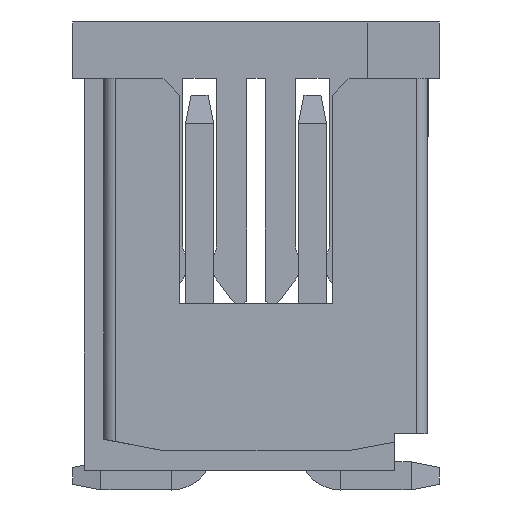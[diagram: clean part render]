
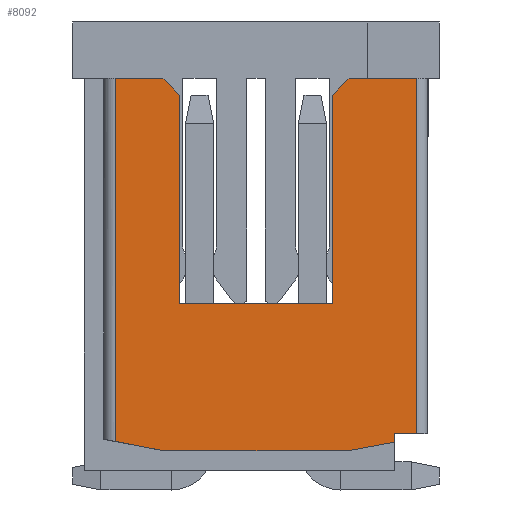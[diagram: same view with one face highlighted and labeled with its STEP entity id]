
A CAD part, left-side view. The second image highlights one B-rep face of the part: STEP entity #8092.
In plain terms, the highlighted planar face has unit normal (-1, 0, 0).
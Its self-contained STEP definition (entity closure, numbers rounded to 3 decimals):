
#2496=CARTESIAN_POINT('',(-11.05,1.35,0.));
#2497=VERTEX_POINT('',#2496);
#2504=CARTESIAN_POINT('',(-11.05,-1.35,0.));
#2505=VERTEX_POINT('',#2504);
#2506=CARTESIAN_POINT('',(-11.05,1.35,0.));
#2507=DIRECTION('',(0.,-1.,0.));
#2508=VECTOR('',#2507,2.7);
#2509=LINE('',#2506,#2508);
#2510=EDGE_CURVE('',#2497,#2505,#2509,.T.);
#3440=CARTESIAN_POINT('',(-11.05,2.5,4.));
#3441=VERTEX_POINT('',#3440);
#3449=CARTESIAN_POINT('',(-11.05,1.65,4.));
#3450=VERTEX_POINT('',#3449);
#3451=CARTESIAN_POINT('',(-11.05,2.5,4.));
#3452=DIRECTION('',(0.,-1.,0.));
#3453=VECTOR('',#3452,0.85);
#3454=LINE('',#3451,#3453);
#3455=EDGE_CURVE('',#3441,#3450,#3454,.T.);
#3677=CARTESIAN_POINT('',(-11.05,1.35,3.7));
#3678=VERTEX_POINT('',#3677);
#3685=CARTESIAN_POINT('',(-11.05,1.35,3.7));
#3686=DIRECTION('',(0.,0.,-1.));
#3687=VECTOR('',#3686,3.7);
#3688=LINE('',#3685,#3687);
#3689=EDGE_CURVE('',#3678,#2497,#3688,.T.);
#3700=CARTESIAN_POINT('',(-11.05,-1.35,3.7));
#3701=VERTEX_POINT('',#3700);
#3702=CARTESIAN_POINT('',(-11.05,-1.35,0.));
#3703=DIRECTION('',(0.,0.,1.));
#3704=VECTOR('',#3703,3.7);
#3705=LINE('',#3702,#3704);
#3706=EDGE_CURVE('',#2505,#3701,#3705,.T.);
#5578=CARTESIAN_POINT('',(-11.05,1.65,4.));
#5579=DIRECTION('',(0.,-0.707,-0.707));
#5580=VECTOR('',#5579,0.424);
#5581=LINE('',#5578,#5580);
#5582=EDGE_CURVE('',#3450,#3678,#5581,.T.);
#5638=CARTESIAN_POINT('',(-11.05,-1.65,4.));
#5639=VERTEX_POINT('',#5638);
#5646=CARTESIAN_POINT('',(-11.05,-2.85,4.));
#5647=VERTEX_POINT('',#5646);
#5648=CARTESIAN_POINT('',(-11.05,-1.65,4.));
#5649=DIRECTION('',(0.,-1.,0.));
#5650=VECTOR('',#5649,1.2);
#5651=LINE('',#5648,#5650);
#5652=EDGE_CURVE('',#5639,#5647,#5651,.T.);
#5704=CARTESIAN_POINT('',(-11.05,-1.35,3.7));
#5705=DIRECTION('',(0.,-0.707,0.707));
#5706=VECTOR('',#5705,0.424);
#5707=LINE('',#5704,#5706);
#5708=EDGE_CURVE('',#3701,#5639,#5707,.T.);
#8024=CARTESIAN_POINT('',(-11.05,-0.175,0.7));
#8025=DIRECTION('',(0.,-1.,0.));
#8026=DIRECTION('',(-1.,0.,0.));
#8027=AXIS2_PLACEMENT_3D('',#8024,#8026,#8025);
#8028=PLANE('',#8027);
#8029=ORIENTED_EDGE('',*,*,#3455,.F.);
#8030=CARTESIAN_POINT('',(-11.05,2.5,-2.438));
#8031=VERTEX_POINT('',#8030);
#8032=CARTESIAN_POINT('',(-11.05,2.5,4.));
#8033=DIRECTION('',(0.,0.,-1.));
#8034=VECTOR('',#8033,6.438);
#8035=LINE('',#8032,#8034);
#8036=EDGE_CURVE('',#3441,#8031,#8035,.T.);
#8037=ORIENTED_EDGE('',*,*,#8036,.T.);
#8038=CARTESIAN_POINT('',(-11.05,1.65,-2.6));
#8039=VERTEX_POINT('',#8038);
#8040=CARTESIAN_POINT('',(-11.05,2.5,-2.438));
#8041=DIRECTION('',(0.,-0.982,-0.187));
#8042=VECTOR('',#8041,0.865);
#8043=LINE('',#8040,#8042);
#8044=EDGE_CURVE('',#8031,#8039,#8043,.T.);
#8045=ORIENTED_EDGE('',*,*,#8044,.T.);
#8046=CARTESIAN_POINT('',(-11.05,-1.65,-2.6));
#8047=VERTEX_POINT('',#8046);
#8048=CARTESIAN_POINT('',(-11.05,1.65,-2.6));
#8049=DIRECTION('',(0.,-1.,0.));
#8050=VECTOR('',#8049,3.3);
#8051=LINE('',#8048,#8050);
#8052=EDGE_CURVE('',#8039,#8047,#8051,.T.);
#8053=ORIENTED_EDGE('',*,*,#8052,.T.);
#8054=CARTESIAN_POINT('',(-11.05,-2.45,-2.45));
#8055=VERTEX_POINT('',#8054);
#8056=CARTESIAN_POINT('',(-11.05,-1.65,-2.6));
#8057=DIRECTION('',(0.,-0.983,0.184));
#8058=VECTOR('',#8057,0.814);
#8059=LINE('',#8056,#8058);
#8060=EDGE_CURVE('',#8047,#8055,#8059,.T.);
#8061=ORIENTED_EDGE('',*,*,#8060,.T.);
#8062=CARTESIAN_POINT('',(-11.05,-2.45,-2.3));
#8063=VERTEX_POINT('',#8062);
#8064=CARTESIAN_POINT('',(-11.05,-2.45,-2.45));
#8065=DIRECTION('',(0.,0.,1.));
#8066=VECTOR('',#8065,0.15);
#8067=LINE('',#8064,#8066);
#8068=EDGE_CURVE('',#8055,#8063,#8067,.T.);
#8069=ORIENTED_EDGE('',*,*,#8068,.T.);
#8070=CARTESIAN_POINT('',(-11.05,-2.85,-2.3));
#8071=VERTEX_POINT('',#8070);
#8072=CARTESIAN_POINT('',(-11.05,-2.45,-2.3));
#8073=DIRECTION('',(0.,-1.,0.));
#8074=VECTOR('',#8073,0.4);
#8075=LINE('',#8072,#8074);
#8076=EDGE_CURVE('',#8063,#8071,#8075,.T.);
#8077=ORIENTED_EDGE('',*,*,#8076,.T.);
#8078=CARTESIAN_POINT('',(-11.05,-2.85,-2.3));
#8079=DIRECTION('',(0.,0.,1.));
#8080=VECTOR('',#8079,6.3);
#8081=LINE('',#8078,#8080);
#8082=EDGE_CURVE('',#8071,#5647,#8081,.T.);
#8083=ORIENTED_EDGE('',*,*,#8082,.T.);
#8084=ORIENTED_EDGE('',*,*,#5652,.F.);
#8085=ORIENTED_EDGE('',*,*,#5708,.F.);
#8086=ORIENTED_EDGE('',*,*,#3706,.F.);
#8087=ORIENTED_EDGE('',*,*,#2510,.F.);
#8088=ORIENTED_EDGE('',*,*,#3689,.F.);
#8089=ORIENTED_EDGE('',*,*,#5582,.F.);
#8090=EDGE_LOOP('',(#8029,#8037,#8045,#8053,#8061,#8069,#8077,#8083,#8084,#8085,#8086,#8087,#8088,#8089));
#8091=FACE_OUTER_BOUND('',#8090,.T.);
#8092=ADVANCED_FACE('',(#8091),#8028,.T.);
